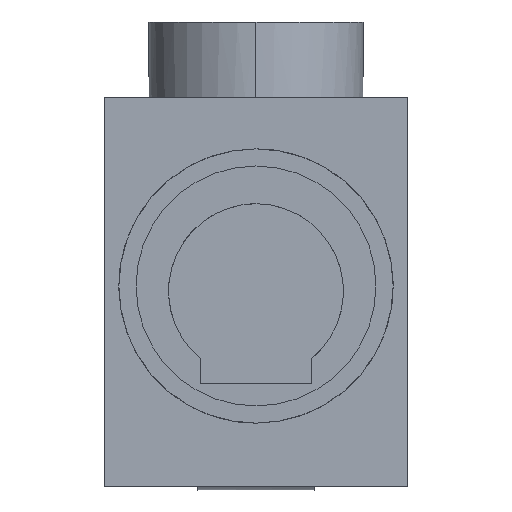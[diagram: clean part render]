
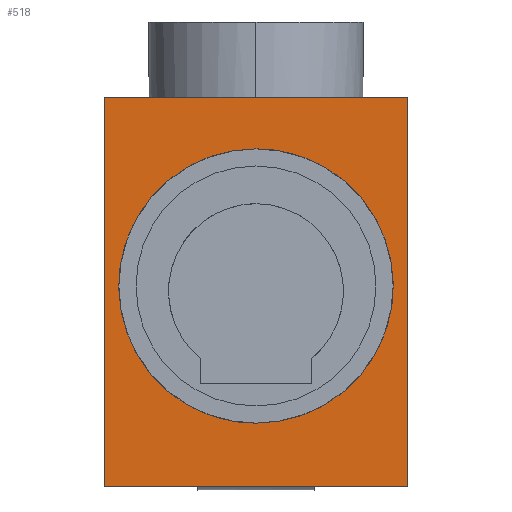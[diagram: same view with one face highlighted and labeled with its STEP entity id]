
A CAD part, front view. The second image highlights one B-rep face of the part: STEP entity #518.
In plain terms, the highlighted planar face has unit normal (0, -1, 0).
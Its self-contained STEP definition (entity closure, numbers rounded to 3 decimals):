
#450=AXIS2_PLACEMENT_3D('Plane Axis2P3D',#447,#448,#449) ;
#122=CARTESIAN_POINT('Vertex',(17.7,6.,0.2)) ;
#125=CARTESIAN_POINT('Line Origine',(8.85,6.,0.2)) ;
#129=CARTESIAN_POINT('Vertex',(0.,6.,0.2)) ;
#150=CARTESIAN_POINT('Line Origine',(0.,6.,11.55)) ;
#154=CARTESIAN_POINT('Vertex',(0.,6.,22.9)) ;
#175=CARTESIAN_POINT('Line Origine',(8.85,6.,22.9)) ;
#179=CARTESIAN_POINT('Vertex',(17.7,6.,22.9)) ;
#260=CARTESIAN_POINT('Line Origine',(17.7,6.,11.55)) ;
#447=CARTESIAN_POINT('Axis2P3D Location',(17.7,6.,22.9)) ;
#459=CARTESIAN_POINT('Control Point',(8.85,6.,3.9)) ;
#460=CARTESIAN_POINT('Control Point',(9.681,6.,3.9)) ;
#461=CARTESIAN_POINT('Control Point',(10.513,6.,4.008)) ;
#462=CARTESIAN_POINT('Control Point',(11.325,6.,4.224)) ;
#463=CARTESIAN_POINT('Control Point',(12.876,6.,4.862)) ;
#464=CARTESIAN_POINT('Control Point',(14.212,6.,5.875)) ;
#465=CARTESIAN_POINT('Control Point',(14.81,6.,6.466)) ;
#466=CARTESIAN_POINT('Control Point',(15.839,6.,7.79)) ;
#467=CARTESIAN_POINT('Control Point',(16.496,6.,9.333)) ;
#468=CARTESIAN_POINT('Control Point',(16.722,6.,10.143)) ;
#469=CARTESIAN_POINT('Control Point',(16.957,6.,11.803)) ;
#470=CARTESIAN_POINT('Control Point',(16.761,6.,13.468)) ;
#471=CARTESIAN_POINT('Control Point',(16.555,6.,14.283)) ;
#472=CARTESIAN_POINT('Control Point',(15.936,6.,15.841)) ;
#473=CARTESIAN_POINT('Control Point',(14.938,6.,17.189)) ;
#474=CARTESIAN_POINT('Control Point',(14.355,6.,17.795)) ;
#475=CARTESIAN_POINT('Control Point',(13.043,6.,18.839)) ;
#476=CARTESIAN_POINT('Control Point',(11.508,6.,19.515)) ;
#477=CARTESIAN_POINT('Control Point',(10.701,6.,19.75)) ;
#478=CARTESIAN_POINT('Control Point',(9.834,6.,19.884)) ;
#479=CARTESIAN_POINT('Control Point',(8.965,6.,19.899)) ;
#480=CARTESIAN_POINT('Control Point',(8.927,6.,19.9)) ;
#481=CARTESIAN_POINT('Control Point',(8.888,6.,19.9)) ;
#482=CARTESIAN_POINT('Control Point',(8.85,6.,19.9)) ;
#483=CARTESIAN_POINT('Vertex',(8.85,6.,3.9)) ;
#485=CARTESIAN_POINT('Vertex',(8.85,6.,19.9)) ;
#489=CARTESIAN_POINT('Control Point',(8.85,6.,19.9)) ;
#490=CARTESIAN_POINT('Control Point',(8.019,6.,19.9)) ;
#491=CARTESIAN_POINT('Control Point',(7.187,6.,19.792)) ;
#492=CARTESIAN_POINT('Control Point',(6.375,6.,19.576)) ;
#493=CARTESIAN_POINT('Control Point',(4.824,6.,18.938)) ;
#494=CARTESIAN_POINT('Control Point',(3.488,6.,17.925)) ;
#495=CARTESIAN_POINT('Control Point',(2.89,6.,17.334)) ;
#496=CARTESIAN_POINT('Control Point',(1.861,6.,16.01)) ;
#497=CARTESIAN_POINT('Control Point',(1.204,6.,14.467)) ;
#498=CARTESIAN_POINT('Control Point',(0.978,6.,13.657)) ;
#499=CARTESIAN_POINT('Control Point',(0.743,6.,11.997)) ;
#500=CARTESIAN_POINT('Control Point',(0.939,6.,10.332)) ;
#501=CARTESIAN_POINT('Control Point',(1.145,6.,9.517)) ;
#502=CARTESIAN_POINT('Control Point',(1.764,6.,7.959)) ;
#503=CARTESIAN_POINT('Control Point',(2.762,6.,6.611)) ;
#504=CARTESIAN_POINT('Control Point',(3.345,6.,6.005)) ;
#505=CARTESIAN_POINT('Control Point',(4.657,6.,4.961)) ;
#506=CARTESIAN_POINT('Control Point',(6.192,6.,4.285)) ;
#507=CARTESIAN_POINT('Control Point',(6.999,6.,4.05)) ;
#508=CARTESIAN_POINT('Control Point',(7.866,6.,3.916)) ;
#509=CARTESIAN_POINT('Control Point',(8.735,6.,3.901)) ;
#510=CARTESIAN_POINT('Control Point',(8.773,6.,3.9)) ;
#511=CARTESIAN_POINT('Control Point',(8.812,6.,3.9)) ;
#512=CARTESIAN_POINT('Control Point',(8.85,6.,3.9)) ;
#126=DIRECTION('Vector Direction',(1.,0.,0.)) ;
#151=DIRECTION('Vector Direction',(0.,0.,-1.)) ;
#176=DIRECTION('Vector Direction',(1.,0.,0.)) ;
#261=DIRECTION('Vector Direction',(0.,0.,-1.)) ;
#448=DIRECTION('Axis2P3D Direction',(0.,1.,0.)) ;
#449=DIRECTION('Axis2P3D XDirection',(0.,0.,-1.)) ;
#127=VECTOR('Line Direction',#126,1.) ;
#152=VECTOR('Line Direction',#151,1.) ;
#177=VECTOR('Line Direction',#176,1.) ;
#262=VECTOR('Line Direction',#261,1.) ;
#453=ORIENTED_EDGE('',*,*,#131,.T.) ;
#454=ORIENTED_EDGE('',*,*,#264,.F.) ;
#455=ORIENTED_EDGE('',*,*,#181,.F.) ;
#456=ORIENTED_EDGE('',*,*,#156,.T.) ;
#515=ORIENTED_EDGE('',*,*,#487,.F.) ;
#516=ORIENTED_EDGE('',*,*,#513,.F.) ;
#517=FACE_BOUND('',#514,.T.) ;
#518=ADVANCED_FACE('Kubus',(#457,#517),#451,.F.) ;
#458=B_SPLINE_CURVE_WITH_KNOTS('',5,(#459,#460,#461,#462,#463,#464,#465,#466,#467,#468,#469,#470,#471,#472,#473,#474,#475,#476,#477,#478,#479,#480,#481,#482),.UNSPECIFIED.,.F.,.U.,(6,3,3,3,3,3,3,6),(0.,5.895,11.79,17.685,23.58,29.475,35.37,35.642),.UNSPECIFIED.) ;
#488=B_SPLINE_CURVE_WITH_KNOTS('',5,(#489,#490,#491,#492,#493,#494,#495,#496,#497,#498,#499,#500,#501,#502,#503,#504,#505,#506,#507,#508,#509,#510,#511,#512),.UNSPECIFIED.,.F.,.U.,(6,3,3,3,3,3,3,6),(0.,5.895,11.79,17.685,23.58,29.475,35.37,35.642),.UNSPECIFIED.) ;
#131=EDGE_CURVE('',#130,#123,#128,.T.) ;
#156=EDGE_CURVE('',#155,#130,#153,.T.) ;
#181=EDGE_CURVE('',#155,#180,#178,.T.) ;
#264=EDGE_CURVE('',#180,#123,#263,.T.) ;
#487=EDGE_CURVE('',#484,#486,#458,.T.) ;
#513=EDGE_CURVE('',#486,#484,#488,.T.) ;
#452=EDGE_LOOP('',(#453,#454,#455,#456)) ;
#514=EDGE_LOOP('',(#515,#516)) ;
#457=FACE_OUTER_BOUND('',#452,.T.) ;
#128=LINE('Line',#125,#127) ;
#153=LINE('Line',#150,#152) ;
#178=LINE('Line',#175,#177) ;
#263=LINE('Line',#260,#262) ;
#451=PLANE('',#450) ;
#123=VERTEX_POINT('',#122) ;
#130=VERTEX_POINT('',#129) ;
#155=VERTEX_POINT('',#154) ;
#180=VERTEX_POINT('',#179) ;
#484=VERTEX_POINT('',#483) ;
#486=VERTEX_POINT('',#485) ;
